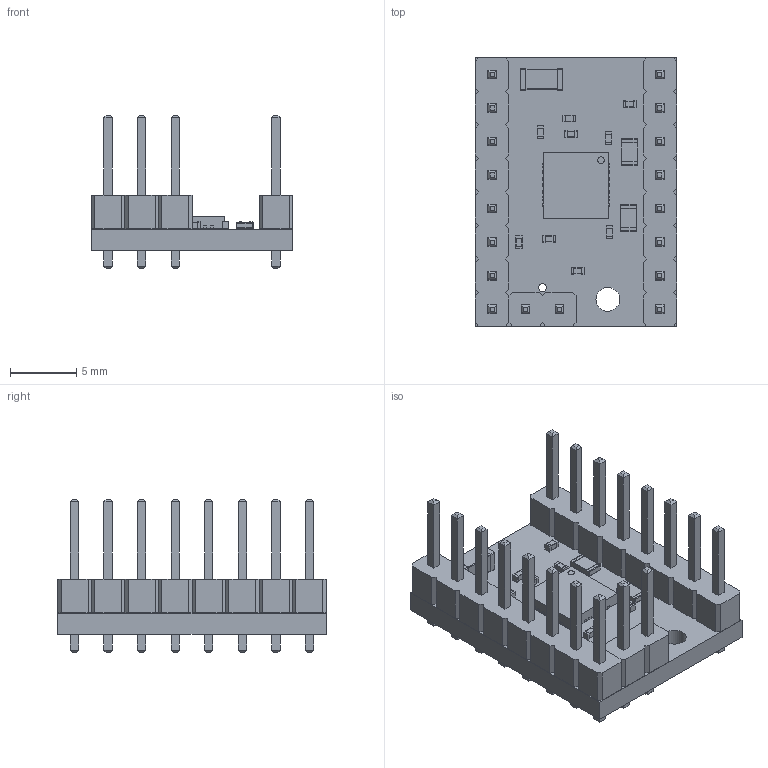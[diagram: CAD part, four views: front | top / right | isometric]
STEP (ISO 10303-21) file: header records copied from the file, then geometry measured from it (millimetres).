
FILE_DESCRIPTION(/* description */ (''),/* implementation_level */ '2;1');
FILE_NAME(/* name */ 'SilentStepStick-TMC2209_v20.step',/* time_stamp */ '2021-05-30T09:13:10+02:00',/* author */ (''),/* organization */ (''),/* preprocessor_version */ 'ST-DEVELOPER v18.1',/* originating_system */ 'Autodesk Translation Framework v10.9.0.1377',/* authorisation */ '');
FILE_SCHEMA (('AUTOMOTIVE_DESIGN { 1 0 10303 214 3 1 1 }'));
Length unit declared in the file: millimetre
Products named in the file (14): Open CASCADE STEP translator 6.9 1; R_0805_2012Metric; SOLID; C_0402_1005Metric; SOLID (1); PinHeader_1x02_P2.54mm_Vertical; SOLID (2); C_1206_3216Metric; SOLID (3); QFN-28-1EP_5x5mm_P0.5mm_EP3.35x3.35mm; SOLID (5); PinHeader_1x08_P2.54mm_Vertical; SOLID (4); COMPOUND
Assembly tree (23 placements, depth 3):
  Open CASCADE STEP translator 6.9 1
    R_0805_2012Metric  x2
      SOLID
    C_0402_1005Metric  x9
      SOLID (1)
    PinHeader_1x08_P2.54mm_Vertical  x2
      SOLID (4)
    PinHeader_1x02_P2.54mm_Vertical
      SOLID (2)
    C_1206_3216Metric
      SOLID (3)
    QFN-28-1EP_5x5mm_P0.5mm_EP3.35x3.35mm
      SOLID (5)
    COMPOUND
Bounding box: 15.24 x 20.32 x 11.54 mm (x, y, z)
Volume: 857 mm3; surface area: 1847.6 mm2
Topology: 17 solids, 17 shells, 984 faces, 2524 edges, 1632 vertices
Faces by surface type: plane 799, cylinder 185
Full cylindrical faces by diameter (mm): 0.5 x1, 0.6 x1, 1 x18, 1.8 x1
Entity records: 17344 total; most frequent: CARTESIAN_POINT 2897, ORIENTED_EDGE 2820, DIRECTION 2722, EDGE_CURVE 1410, LINE 1248, VECTOR 1248, VERTEX_POINT 912, AXIS2_PLACEMENT_3D 737
